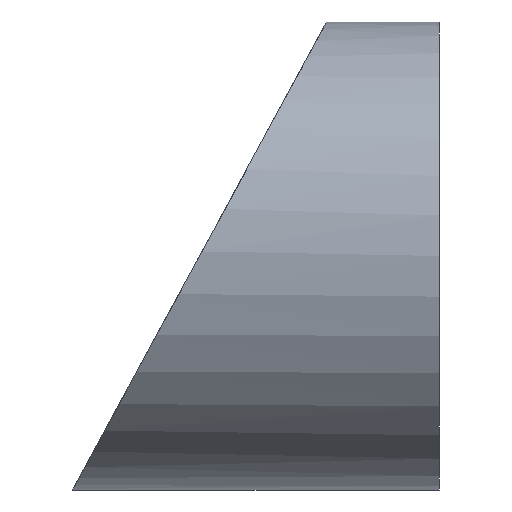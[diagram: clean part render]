
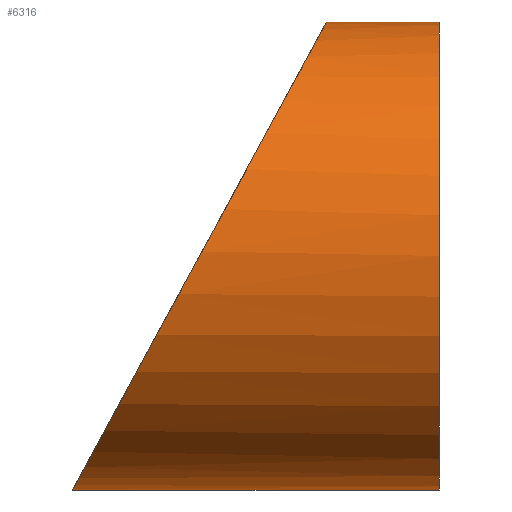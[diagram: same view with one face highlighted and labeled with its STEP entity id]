
A CAD part, left-side view. The second image highlights one B-rep face of the part: STEP entity #6316.
In plain terms, the highlighted cylindrical face has radius 8 mm (diameter 16 mm), a partial arc.
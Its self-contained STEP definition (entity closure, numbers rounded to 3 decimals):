
#410 = DIRECTION ( 'NONE',  ( 0., 1., 0. ) ) ;
#1802 = VERTEX_POINT ( 'NONE', #12508 ) ;
#1813 = EDGE_CURVE ( 'NONE', #11633, #10970, #10747, .T. ) ;
#2244 = VERTEX_POINT ( 'NONE', #3005 ) ;
#2490 = EDGE_CURVE ( 'NONE', #1802, #2244, #13065, .T. ) ;
#3005 = CARTESIAN_POINT ( 'NONE',  ( 0., 12.543, -8. ) ) ;
#3253 = CARTESIAN_POINT ( 'NONE',  ( -16., 3.857, 8. ) ) ;
#3499 = CARTESIAN_POINT ( 'NONE',  ( 0., 15., 0. ) ) ;
#3504 = FACE_OUTER_BOUND ( 'NONE', #4322, .T. ) ;
#3596 = CARTESIAN_POINT ( 'NONE',  ( 0., 0., 8. ) ) ;
#4000 = CARTESIAN_POINT ( 'NONE',  ( 0., 15., -8. ) ) ;
#4322 = EDGE_LOOP ( 'NONE', ( #5676, #11974, #5125, #13142 ) ) ;
#4528 = CARTESIAN_POINT ( 'NONE',  ( 0., 15., 8. ) ) ;
#4577 = DIRECTION ( 'NONE',  ( 0., -1., 0. ) ) ;
#4691 = DIRECTION ( 'NONE',  ( 0., -1., 0. ) ) ;
#4696 = EDGE_CURVE ( 'NONE', #1802, #10970, #12924, .T. ) ;
#4803 = DIRECTION ( 'NONE',  ( 0., 0., 1. ) ) ;
#5125 = ORIENTED_EDGE ( 'NONE', *, *, #11888, .T. ) ;
#5676 = ORIENTED_EDGE ( 'NONE', *, *, #4696, .F. ) ;
#5832 = AXIS2_PLACEMENT_3D ( 'NONE', #3499, #4691, #12440 ) ;
#6007 = CARTESIAN_POINT ( 'NONE',  ( 0., 0., 0. ) ) ;
#6229 = CYLINDRICAL_SURFACE ( 'NONE', #5832, 8. ) ;
#6316 = ADVANCED_FACE ( 'NONE', ( #3504 ), #6229, .T. ) ;
#6995 = AXIS2_PLACEMENT_3D ( 'NONE', #6007, #410, #4803 ) ;
#7055 = VECTOR ( 'NONE', #9397, 1000. ) ;
#7969 = CARTESIAN_POINT ( 'NONE',  ( 0., 0., -8. ) ) ;
#9397 = DIRECTION ( 'NONE',  ( 0., -1., 0. ) ) ;
#9997 = VECTOR ( 'NONE', #4577, 1000. ) ;
#10654 = LINE ( 'NONE', #4000, #7055 ) ;
#10747 = CIRCLE ( 'NONE', #6995, 8. ) ;
#10943 = CARTESIAN_POINT ( 'NONE',  ( 0., 3.857, 8. ) ) ;
#10970 = VERTEX_POINT ( 'NONE', #3596 ) ;
#11633 = VERTEX_POINT ( 'NONE', #7969 ) ;
#11888 = EDGE_CURVE ( 'NONE', #2244, #11633, #10654, .T. ) ;
#11974 = ORIENTED_EDGE ( 'NONE', *, *, #2490, .T. ) ;
#12039 = CARTESIAN_POINT ( 'NONE',  ( -16., 12.543, -8. ) ) ;
#12440 = DIRECTION ( 'NONE',  ( 0., 0., -1. ) ) ;
#12508 = CARTESIAN_POINT ( 'NONE',  ( 0., 3.857, 8. ) ) ;
#12924 = LINE ( 'NONE', #4528, #9997 ) ;
#13065 =( BOUNDED_CURVE ( )  B_SPLINE_CURVE ( 3, ( #10943, #3253, #12039, #14161 ),
 .UNSPECIFIED., .F., .F. ) 
 B_SPLINE_CURVE_WITH_KNOTS ( ( 4, 4 ),
 ( 0., 3.142 ),
 .UNSPECIFIED. ) 
 CURVE ( )  GEOMETRIC_REPRESENTATION_ITEM ( )  RATIONAL_B_SPLINE_CURVE ( ( 1., 0.333, 0.333, 1. ) ) 
 REPRESENTATION_ITEM ( '' )  );
#13142 = ORIENTED_EDGE ( 'NONE', *, *, #1813, .T. ) ;
#14161 = CARTESIAN_POINT ( 'NONE',  ( 0., 12.543, -8. ) ) ;
